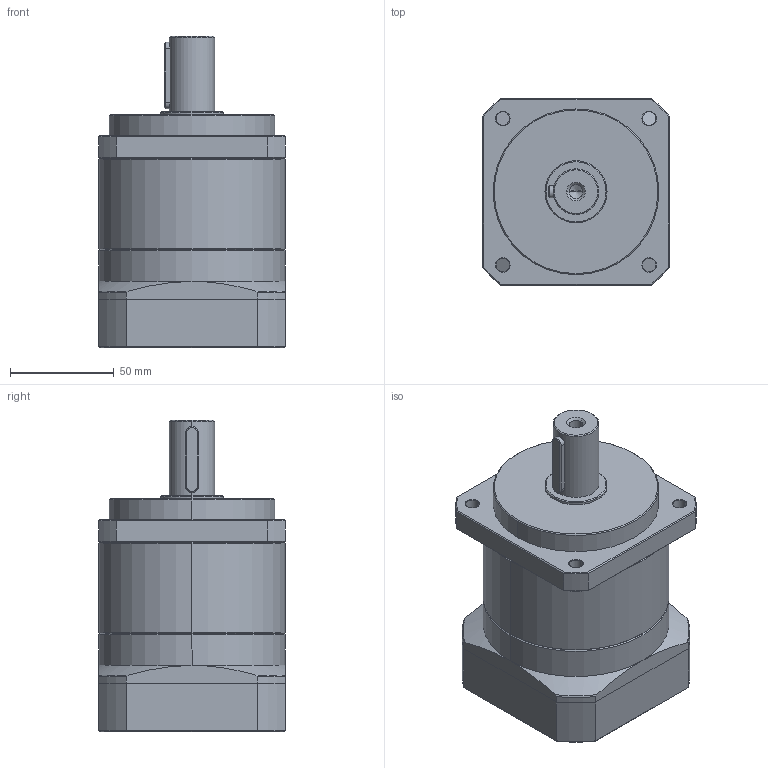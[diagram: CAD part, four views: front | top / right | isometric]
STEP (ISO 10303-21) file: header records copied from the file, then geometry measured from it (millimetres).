
FILE_DESCRIPTION (( 'STEP AP214' ), '1' );
FILE_NAME ('MSS0901A-C3110103.STEP', '2021-07-14T22:29:15', ( '' ), ( '' ), 'SwSTEP 2.0', 'SolidWorks 2017', '' );
FILE_SCHEMA (( 'AUTOMOTIVE_DESIGN' ));
Length unit declared in the file: inch
Products named in the file (1): MSS0901A-C3110103
Bounding box: 90 x 90 x 150.4 mm (x, y, z)
Volume: 713608.1 mm3; surface area: 90233.9 mm2
Topology: 3 solids, 3 shells, 183 faces, 414 edges, 239 vertices
Faces by surface type: cone 83, cylinder 54, plane 46
Entity records: 7656 total; most frequent: CARTESIAN_POINT 1124, DIRECTION 905, ORIENTED_EDGE 808, EDGE_CURVE 404, AXIS2_PLACEMENT_3D 366, VERTEX_POINT 239, EDGE_LOOP 207, UNCERTAINTY_MEASURE_WITH_UNIT 188
